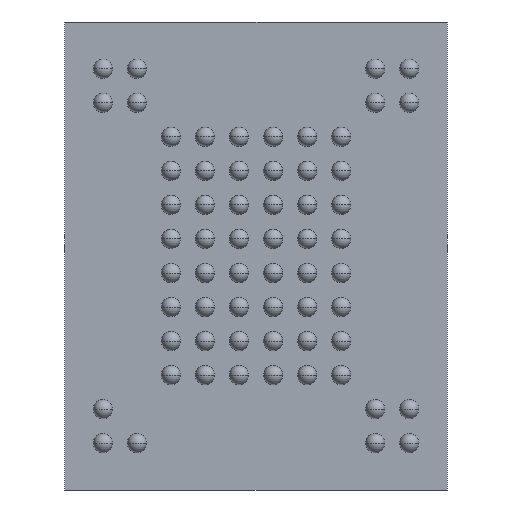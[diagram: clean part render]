
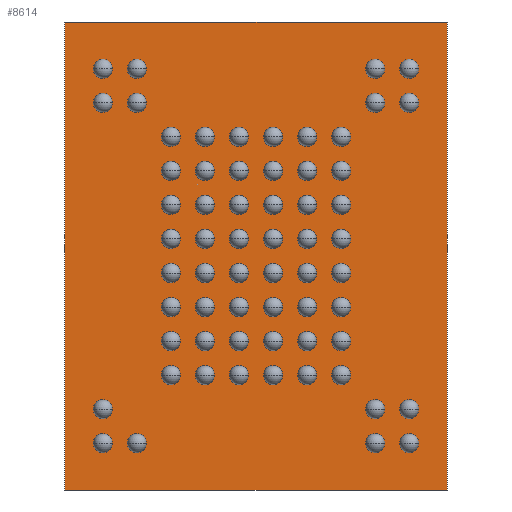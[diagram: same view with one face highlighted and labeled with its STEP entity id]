
A CAD part, front view. The second image highlights one B-rep face of the part: STEP entity #8614.
In plain terms, the highlighted planar face has unit normal (0, -1, 0).
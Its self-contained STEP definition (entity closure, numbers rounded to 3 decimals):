
#54 = DIRECTION ( 'NONE',  ( -1., 0., 0. ) ) ;
#208 = CARTESIAN_POINT ( 'NONE',  ( 0., 0.35, -5.5 ) ) ;
#345 = PLANE ( 'NONE',  #5978 ) ;
#617 = EDGE_CURVE ( 'NONE', #3697, #1459, #5511, .T. ) ;
#866 = VECTOR ( 'NONE', #7792, 1000. ) ;
#1132 = CARTESIAN_POINT ( 'NONE',  ( -4.5, 0.35, 0. ) ) ;
#1410 = VECTOR ( 'NONE', #54, 1000. ) ;
#1459 = VERTEX_POINT ( 'NONE', #8363 ) ;
#1470 = EDGE_LOOP ( 'NONE', ( #3368, #8515, #6972, #1772 ) ) ;
#1772 = ORIENTED_EDGE ( 'NONE', *, *, #5503, .T. ) ;
#1786 = EDGE_CURVE ( 'NONE', #1459, #7965, #3550, .T. ) ;
#1806 = CARTESIAN_POINT ( 'NONE',  ( -4.5, 0.35, -5.5 ) ) ;
#2831 = CARTESIAN_POINT ( 'NONE',  ( 4.5, 0.35, 0. ) ) ;
#3006 = CARTESIAN_POINT ( 'NONE',  ( 0., 0.35, 0. ) ) ;
#3368 = ORIENTED_EDGE ( 'NONE', *, *, #617, .T. ) ;
#3457 = CARTESIAN_POINT ( 'NONE',  ( 0., 0.35, 5.5 ) ) ;
#3550 = LINE ( 'NONE', #2831, #7311 ) ;
#3697 = VERTEX_POINT ( 'NONE', #1806 ) ;
#4200 = DIRECTION ( 'NONE',  ( 1., 0., 0. ) ) ;
#5077 = LINE ( 'NONE', #1132, #866 ) ;
#5503 = EDGE_CURVE ( 'NONE', #6148, #3697, #5077, .T. ) ;
#5511 = LINE ( 'NONE', #208, #5903 ) ;
#5658 = DIRECTION ( 'NONE',  ( 0., -1., 0. ) ) ;
#5903 = VECTOR ( 'NONE', #4200, 1000. ) ;
#5928 = EDGE_CURVE ( 'NONE', #7965, #6148, #6752, .T. ) ;
#5978 = AXIS2_PLACEMENT_3D ( 'NONE', #3006, #5658, #8326 ) ;
#6148 = VERTEX_POINT ( 'NONE', #8198 ) ;
#6300 = FACE_OUTER_BOUND ( 'NONE', #1470, .T. ) ;
#6752 = LINE ( 'NONE', #3457, #1410 ) ;
#6972 = ORIENTED_EDGE ( 'NONE', *, *, #5928, .T. ) ;
#7311 = VECTOR ( 'NONE', #7464, 1000. ) ;
#7464 = DIRECTION ( 'NONE',  ( 0., 0., 1. ) ) ;
#7792 = DIRECTION ( 'NONE',  ( 0., 0., -1. ) ) ;
#7965 = VERTEX_POINT ( 'NONE', #8380 ) ;
#8198 = CARTESIAN_POINT ( 'NONE',  ( -4.5, 0.35, 5.5 ) ) ;
#8326 = DIRECTION ( 'NONE',  ( 0., 0., -1. ) ) ;
#8363 = CARTESIAN_POINT ( 'NONE',  ( 4.5, 0.35, -5.5 ) ) ;
#8380 = CARTESIAN_POINT ( 'NONE',  ( 4.5, 0.35, 5.5 ) ) ;
#8515 = ORIENTED_EDGE ( 'NONE', *, *, #1786, .T. ) ;
#8614 = ADVANCED_FACE ( 'NONE', ( #6300 ), #345, .T. ) ;
